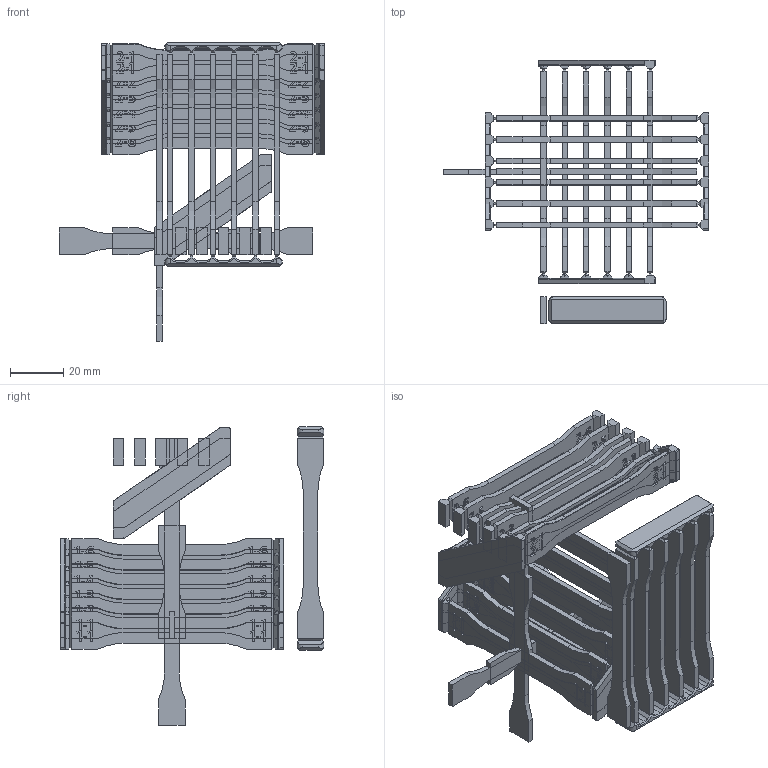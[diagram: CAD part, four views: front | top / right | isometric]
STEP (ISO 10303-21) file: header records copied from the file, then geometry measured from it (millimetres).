
FILE_DESCRIPTION(/* description */ (''),/* implementation_level */ '2;1');
FILE_NAME(/* name */ 'ISO_1BA_Set_Coupon_V6.stp',/* time_stamp */ '2022-04-13T09:06:18-04:00',/* author */ (''),/* organization */ (''),/* preprocessor_version */ 'ST-DEVELOPER v18.1',/* originating_system */ 'SIEMENS PLM Software NX 1973',/* authorisation */ '');
FILE_SCHEMA (('AUTOMOTIVE_DESIGN { 1 0 10303 214 3 1 1 1 }'));
Products named in the file (1): ISO_1BA_Set_Coupon_V6
Bounding box: 99.4 x 98.9 x 111.9 mm (x, y, z)
Volume: 63710.4 mm3; surface area: 82908.1 mm2
Topology: 21 solids, 21 shells, 3962 faces, 10232 edges, 6514 vertices
Faces by surface type: plane 2928, cylinder 422, extrusion 414, bspline 94, cone 88, sphere 16
Entity records: 127583 total; most frequent: CARTESIAN_POINT 34795, ORIENTED_EDGE 20432, DIRECTION 16614, EDGE_CURVE 10216, VECTOR 7152, LINE 6738, VERTEX_POINT 6514, AXIS2_PLACEMENT_3D 4731
